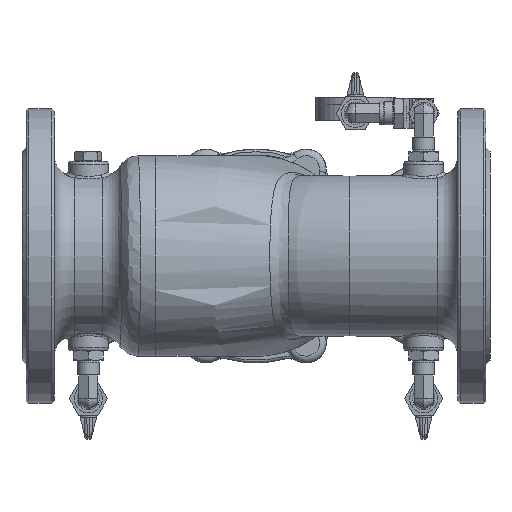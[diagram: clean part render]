
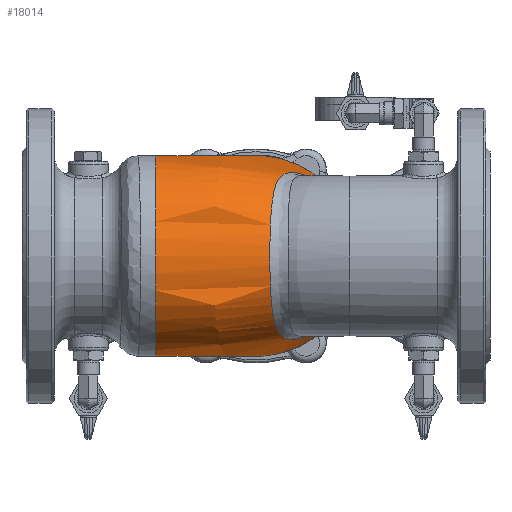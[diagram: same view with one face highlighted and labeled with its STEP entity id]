
A CAD part, front view. The second image highlights one B-rep face of the part: STEP entity #18014.
In plain terms, the highlighted free-form (B-spline) face has degree [2, 2] with [9, 3] control points.
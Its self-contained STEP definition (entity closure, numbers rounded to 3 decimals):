
#364=(
BOUNDED_SURFACE()
B_SPLINE_SURFACE(2,2,((#29738,#29739,#29740),(#29741,#29742,#29743),(#29744,
#29745,#29746),(#29747,#29748,#29749),(#29750,#29751,#29752),(#29753,#29754,
#29755),(#29756,#29757,#29758),(#29759,#29760,#29761),(#29762,#29763,#29764)),
 .UNSPECIFIED.,.T.,.F.,.F.)
B_SPLINE_SURFACE_WITH_KNOTS((3,2,2,2,3),(3,3),(-3.142,-1.571,
0.,1.571,3.142),(-3.142,-1.571),
 .UNSPECIFIED.)
GEOMETRIC_REPRESENTATION_ITEM()
RATIONAL_B_SPLINE_SURFACE(((1.,0.707,1.),(0.707,
0.5,0.707),(1.,0.707,1.),(0.707,0.5,
0.707),(1.,0.707,1.),(0.707,0.5,0.707),
(1.,0.707,1.),(0.707,0.5,0.707),(1.,
0.707,1.)))
REPRESENTATION_ITEM('')
SURFACE()
);
#737=B_SPLINE_CURVE_WITH_KNOTS('',3,(#29628,#29629,#29630,#29631,#29632,
#29633,#29634,#29635,#29636,#29637,#29638,#29639,#29640,#29641,#29642,#29643,
#29644,#29645,#29646,#29647,#29648,#29649,#29650,#29651,#29652,#29653,#29654),
 .UNSPECIFIED.,.F.,.F.,(4,1,1,1,1,1,1,1,1,1,1,1,1,1,1,1,1,1,1,1,1,1,1,1,
4),(0.,0.639,1.278,2.557,3.835,
5.114,5.966,6.819,8.523,10.228,
13.637,15.342,17.046,20.456,22.16,
23.865,25.569,27.274,28.979,30.683,
31.962,33.24,34.519,35.158,35.797),
 .UNSPECIFIED.);
#738=B_SPLINE_CURVE_WITH_KNOTS('',3,(#29725,#29726,#29727,#29728,#29729,
#29730),.UNSPECIFIED.,.F.,.F.,(4,1,1,4),(9.368,9.393,
11.272,13.151),.UNSPECIFIED.);
#739=B_SPLINE_CURVE_WITH_KNOTS('',3,(#29731,#29732,#29733,#29734,#29735,
#29736),.UNSPECIFIED.,.F.,.F.,(4,1,1,4),(0.,1.879,3.757,
3.782),.UNSPECIFIED.);
#1946=FACE_OUTER_BOUND('',#3059,.T.);
#3059=EDGE_LOOP('',(#12708,#12709,#12710,#12711,#12712,#12713,#12714));
#6760=CIRCLE('',#19736,75.);
#6761=CIRCLE('',#19737,75.);
#6787=CIRCLE('',#19778,75.);
#6788=CIRCLE('',#19779,75.);
#7616=VERTEX_POINT('',#28812);
#7617=VERTEX_POINT('',#28814);
#7618=VERTEX_POINT('',#28816);
#7675=VERTEX_POINT('',#29430);
#7676=VERTEX_POINT('',#29597);
#7677=VERTEX_POINT('',#29626);
#9500=EDGE_CURVE('',#7616,#7617,#6760,.T.);
#9502=EDGE_CURVE('',#7618,#7616,#6761,.T.);
#9573=EDGE_CURVE('',#7675,#7616,#6787,.T.);
#9574=EDGE_CURVE('',#7616,#7675,#6788,.T.);
#9578=EDGE_CURVE('',#7677,#7676,#737,.T.);
#9579=EDGE_CURVE('',#7617,#7677,#738,.T.);
#9580=EDGE_CURVE('',#7676,#7618,#739,.T.);
#12708=ORIENTED_EDGE('',*,*,#9580,.F.);
#12709=ORIENTED_EDGE('',*,*,#9578,.F.);
#12710=ORIENTED_EDGE('',*,*,#9579,.F.);
#12711=ORIENTED_EDGE('',*,*,#9500,.F.);
#12712=ORIENTED_EDGE('',*,*,#9573,.F.);
#12713=ORIENTED_EDGE('',*,*,#9574,.F.);
#12714=ORIENTED_EDGE('',*,*,#9502,.F.);
#18014=ADVANCED_FACE('',(#1946),#364,.F.);
#19736=AXIS2_PLACEMENT_3D('',#28815,#22350,#22351);
#19737=AXIS2_PLACEMENT_3D('',#28829,#22352,#22353);
#19778=AXIS2_PLACEMENT_3D('',#29432,#22458,#22459);
#19779=AXIS2_PLACEMENT_3D('',#29433,#22460,#22461);
#22350=DIRECTION('center_axis',(0.,1.,0.));
#22351=DIRECTION('ref_axis',(0.,0.,
1.));
#22352=DIRECTION('center_axis',(0.,1.,0.));
#22353=DIRECTION('ref_axis',(0.,0.,
1.));
#22458=DIRECTION('center_axis',(-1.,0.,0.));
#22459=DIRECTION('ref_axis',(0.,0.,1.));
#22460=DIRECTION('center_axis',(-1.,0.,0.));
#22461=DIRECTION('ref_axis',(0.,0.,1.));
#28812=CARTESIAN_POINT('',(76.,70.,0.));
#28814=CARTESIAN_POINT('',(222.565,70.,22.438));
#28815=CARTESIAN_POINT('Origin',(151.,70.,0.));
#28816=CARTESIAN_POINT('',(222.565,70.,-22.438));
#28829=CARTESIAN_POINT('Origin',(151.,70.,0.));
#29430=CARTESIAN_POINT('',(76.,-5.,-75.));
#29432=CARTESIAN_POINT('Origin',(76.,-5.,0.));
#29433=CARTESIAN_POINT('Origin',(76.,-5.,0.));
#29597=CARTESIAN_POINT('',(209.227,52.536,-45.832));
#29626=CARTESIAN_POINT('',(209.227,52.536,45.832));
#29628=CARTESIAN_POINT('Ctrl Pts',(209.227,52.536,45.832));
#29629=CARTESIAN_POINT('Ctrl Pts',(208.269,51.308,46.855));
#29630=CARTESIAN_POINT('Ctrl Pts',(206.263,48.897,48.865));
#29631=CARTESIAN_POINT('Ctrl Pts',(201.949,44.101,52.635));
#29632=CARTESIAN_POINT('Ctrl Pts',(196.096,37.936,56.749));
#29633=CARTESIAN_POINT('Ctrl Pts',(188.768,29.779,60.385));
#29634=CARTESIAN_POINT('Ctrl Pts',(182.519,21.494,62.208));
#29635=CARTESIAN_POINT('Ctrl Pts',(177.722,13.53,62.633));
#29636=CARTESIAN_POINT('Ctrl Pts',(173.04,4.,62.046));
#29637=CARTESIAN_POINT('Ctrl Pts',(168.784,-8.142,59.346));
#29638=CARTESIAN_POINT('Ctrl Pts',(164.549,-26.304,51.315));
#29639=CARTESIAN_POINT('Ctrl Pts',(162.617,-41.032,38.039));
#29640=CARTESIAN_POINT('Ctrl Pts',(161.648,-50.005,21.052));
#29641=CARTESIAN_POINT('Ctrl Pts',(161.232,-54.683,2.52));
#29642=CARTESIAN_POINT('Ctrl Pts',(161.423,-52.283,-16.818));
#29643=CARTESIAN_POINT('Ctrl Pts',(162.363,-43.262,-33.779));
#29644=CARTESIAN_POINT('Ctrl Pts',(163.596,-33.679,-44.689));
#29645=CARTESIAN_POINT('Ctrl Pts',(165.595,-21.758,-53.312));
#29646=CARTESIAN_POINT('Ctrl Pts',(168.793,-8.15,-59.35));
#29647=CARTESIAN_POINT('Ctrl Pts',(173.877,6.434,-62.585));
#29648=CARTESIAN_POINT('Ctrl Pts',(180.944,19.432,-62.668));
#29649=CARTESIAN_POINT('Ctrl Pts',(188.771,29.772,-60.384));
#29650=CARTESIAN_POINT('Ctrl Pts',(196.09,37.936,-56.752));
#29651=CARTESIAN_POINT('Ctrl Pts',(201.946,44.096,-52.638));
#29652=CARTESIAN_POINT('Ctrl Pts',(206.262,48.896,-48.865));
#29653=CARTESIAN_POINT('Ctrl Pts',(208.269,51.308,-46.855));
#29654=CARTESIAN_POINT('Ctrl Pts',(209.227,52.536,-45.832));
#29725=CARTESIAN_POINT('Ctrl Pts',(222.565,70.,22.44));
#29726=CARTESIAN_POINT('Ctrl Pts',(222.546,69.974,22.502));
#29727=CARTESIAN_POINT('Ctrl Pts',(221.055,67.976,27.235));
#29728=CARTESIAN_POINT('Ctrl Pts',(217.199,62.84,35.928));
#29729=CARTESIAN_POINT('Ctrl Pts',(212.042,56.144,42.824));
#29730=CARTESIAN_POINT('Ctrl Pts',(209.227,52.536,45.832));
#29731=CARTESIAN_POINT('Ctrl Pts',(209.227,52.536,-45.832));
#29732=CARTESIAN_POINT('Ctrl Pts',(212.042,56.144,-42.824));
#29733=CARTESIAN_POINT('Ctrl Pts',(217.198,62.838,-35.93));
#29734=CARTESIAN_POINT('Ctrl Pts',(221.055,67.975,-27.234));
#29735=CARTESIAN_POINT('Ctrl Pts',(222.546,69.974,-22.501));
#29736=CARTESIAN_POINT('Ctrl Pts',(222.565,70.,-22.439));
#29738=CARTESIAN_POINT('Ctrl Pts',(76.,70.,0.));
#29739=CARTESIAN_POINT('Ctrl Pts',(76.,70.,0.));
#29740=CARTESIAN_POINT('Ctrl Pts',(76.,70.,0.));
#29741=CARTESIAN_POINT('Ctrl Pts',(76.,70.,75.));
#29742=CARTESIAN_POINT('Ctrl Pts',(76.,70.,75.));
#29743=CARTESIAN_POINT('Ctrl Pts',(76.,70.,75.));
#29744=CARTESIAN_POINT('Ctrl Pts',(151.,70.,75.));
#29745=CARTESIAN_POINT('Ctrl Pts',(151.,-5.,75.));
#29746=CARTESIAN_POINT('Ctrl Pts',(76.,-5.,75.));
#29747=CARTESIAN_POINT('Ctrl Pts',(226.,70.,75.));
#29748=CARTESIAN_POINT('Ctrl Pts',(226.,-80.,75.));
#29749=CARTESIAN_POINT('Ctrl Pts',(76.,-80.,75.));
#29750=CARTESIAN_POINT('Ctrl Pts',(226.,70.,0.));
#29751=CARTESIAN_POINT('Ctrl Pts',(226.,-80.,0.));
#29752=CARTESIAN_POINT('Ctrl Pts',(76.,-80.,0.));
#29753=CARTESIAN_POINT('Ctrl Pts',(226.,70.,-75.));
#29754=CARTESIAN_POINT('Ctrl Pts',(226.,-80.,-75.));
#29755=CARTESIAN_POINT('Ctrl Pts',(76.,-80.,-75.));
#29756=CARTESIAN_POINT('Ctrl Pts',(151.,70.,-75.));
#29757=CARTESIAN_POINT('Ctrl Pts',(151.,-5.,-75.));
#29758=CARTESIAN_POINT('Ctrl Pts',(76.,-5.,-75.));
#29759=CARTESIAN_POINT('Ctrl Pts',(76.,70.,-75.));
#29760=CARTESIAN_POINT('Ctrl Pts',(76.,70.,-75.));
#29761=CARTESIAN_POINT('Ctrl Pts',(76.,70.,-75.));
#29762=CARTESIAN_POINT('Ctrl Pts',(76.,70.,0.));
#29763=CARTESIAN_POINT('Ctrl Pts',(76.,70.,0.));
#29764=CARTESIAN_POINT('Ctrl Pts',(76.,70.,0.));
